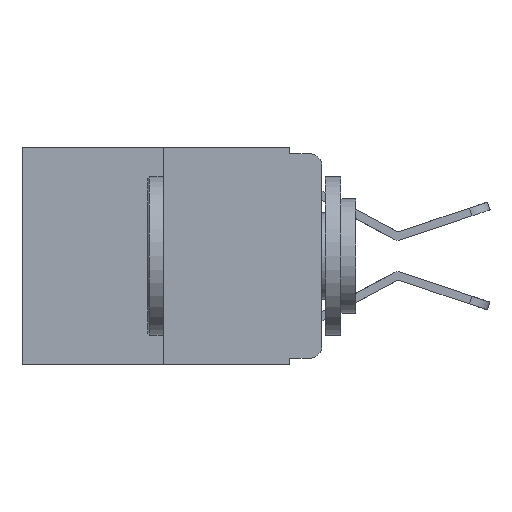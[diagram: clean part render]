
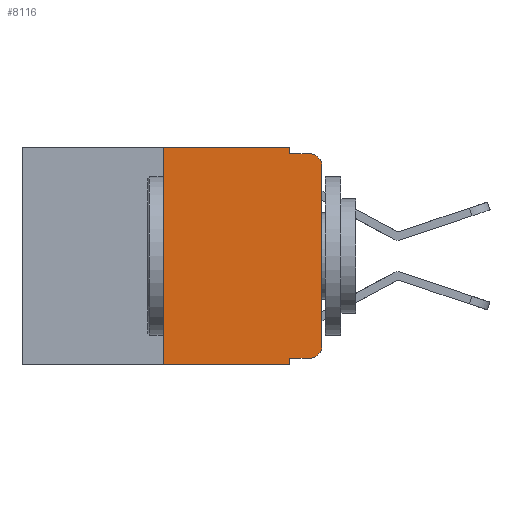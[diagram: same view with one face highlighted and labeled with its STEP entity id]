
A CAD part, left-side view. The second image highlights one B-rep face of the part: STEP entity #8116.
In plain terms, the highlighted planar face has unit normal (-1, 0, 0).
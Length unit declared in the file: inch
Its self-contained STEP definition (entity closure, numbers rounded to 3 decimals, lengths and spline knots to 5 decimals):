
#139 = EDGE_CURVE ( 'NONE', #1456, #16778, #939, .T. ) ;
#207 = DIRECTION ( 'NONE',  ( 0., -1., 0. ) ) ;
#647 = CARTESIAN_POINT ( 'NONE',  ( 0., 0.051, 0. ) ) ;
#743 = ORIENTED_EDGE ( 'NONE', *, *, #19370, .T. ) ;
#807 = ORIENTED_EDGE ( 'NONE', *, *, #16427, .F. ) ;
#879 = FACE_OUTER_BOUND ( 'NONE', #6070, .T. ) ;
#939 = LINE ( 'NONE', #647, #13778 ) ;
#969 = EDGE_CURVE ( 'NONE', #6645, #15166, #15437, .T. ) ;
#1456 = VERTEX_POINT ( 'NONE', #14202 ) ;
#1545 = CARTESIAN_POINT ( 'NONE',  ( 0., 0., -0.03 ) ) ;
#1653 = CARTESIAN_POINT ( 'NONE',  ( 0., 0.051, 0. ) ) ;
#1667 = DIRECTION ( 'NONE',  ( -1., 0., 0. ) ) ;
#1958 = CIRCLE ( 'NONE', #18596, 0.02 ) ;
#2399 = VECTOR ( 'NONE', #207, 39.37008 ) ;
#2504 = VECTOR ( 'NONE', #16686, 39.37008 ) ;
#3135 = CARTESIAN_POINT ( 'NONE',  ( 0., 0.25, 0. ) ) ;
#3136 = LINE ( 'NONE', #4724, #4943 ) ;
#3457 = AXIS2_PLACEMENT_3D ( 'NONE', #17932, #16016, #16419 ) ;
#3618 = VECTOR ( 'NONE', #7385, 39.37008 ) ;
#4724 = CARTESIAN_POINT ( 'NONE',  ( 0., 0.473, 0. ) ) ;
#4943 = VECTOR ( 'NONE', #15260, 39.37008 ) ;
#5051 = VECTOR ( 'NONE', #14602, 39.37008 ) ;
#5488 = CARTESIAN_POINT ( 'NONE',  ( 0., 0.051, 0. ) ) ;
#5892 = ORIENTED_EDGE ( 'NONE', *, *, #17242, .T. ) ;
#5930 = VERTEX_POINT ( 'NONE', #14011 ) ;
#6070 = EDGE_LOOP ( 'NONE', ( #10071, #5892, #6903, #9879, #807, #17785, #13937, #13059, #19712, #743 ) ) ;
#6120 = DIRECTION ( 'NONE',  ( -1., 0., 0. ) ) ;
#6407 = VECTOR ( 'NONE', #17272, 39.37008 ) ;
#6450 = DIRECTION ( 'NONE',  ( 0., 0., -1. ) ) ;
#6645 = VERTEX_POINT ( 'NONE', #7251 ) ;
#6658 = DIRECTION ( 'NONE',  ( 0., 0., -1. ) ) ;
#6775 = EDGE_CURVE ( 'NONE', #9460, #6645, #10550, .T. ) ;
#6903 = ORIENTED_EDGE ( 'NONE', *, *, #969, .F. ) ;
#7251 = CARTESIAN_POINT ( 'NONE',  ( 0., 0.051, -0.01 ) ) ;
#7385 = DIRECTION ( 'NONE',  ( 0., -1., 0. ) ) ;
#7646 = LINE ( 'NONE', #16978, #6407 ) ;
#7862 = CARTESIAN_POINT ( 'NONE',  ( 0., 0.02, -0.03 ) ) ;
#8061 = EDGE_CURVE ( 'NONE', #16230, #11848, #13307, .T. ) ;
#8116 = ADVANCED_FACE ( 'NONE', ( #879 ), #9891, .F. ) ;
#8339 = VERTEX_POINT ( 'NONE', #16518 ) ;
#8494 = CARTESIAN_POINT ( 'NONE',  ( 0., 0., 0. ) ) ;
#9248 = CIRCLE ( 'NONE', #12781, 0.02 ) ;
#9380 = CARTESIAN_POINT ( 'NONE',  ( 0., 0.051, -0.333 ) ) ;
#9424 = CARTESIAN_POINT ( 'NONE',  ( 0., 0., -0.313 ) ) ;
#9460 = VERTEX_POINT ( 'NONE', #5488 ) ;
#9879 = ORIENTED_EDGE ( 'NONE', *, *, #6775, .F. ) ;
#9891 = PLANE ( 'NONE',  #3457 ) ;
#10071 = ORIENTED_EDGE ( 'NONE', *, *, #8061, .T. ) ;
#10550 = LINE ( 'NONE', #1653, #2504 ) ;
#10613 = EDGE_CURVE ( 'NONE', #5930, #8339, #12754, .T. ) ;
#11848 = VERTEX_POINT ( 'NONE', #1545 ) ;
#12246 = DIRECTION ( 'NONE',  ( 0., 0., -1. ) ) ;
#12529 = CARTESIAN_POINT ( 'NONE',  ( 0., 0.02, -0.313 ) ) ;
#12665 = CARTESIAN_POINT ( 'NONE',  ( 0., 0.02, -0.333 ) ) ;
#12754 = LINE ( 'NONE', #3135, #13033 ) ;
#12781 = AXIS2_PLACEMENT_3D ( 'NONE', #7862, #1667, #6450 ) ;
#13033 = VECTOR ( 'NONE', #15358, 39.37008 ) ;
#13059 = ORIENTED_EDGE ( 'NONE', *, *, #139, .F. ) ;
#13307 = LINE ( 'NONE', #8494, #5051 ) ;
#13778 = VECTOR ( 'NONE', #6658, 39.37008 ) ;
#13937 = ORIENTED_EDGE ( 'NONE', *, *, #18911, .T. ) ;
#14011 = CARTESIAN_POINT ( 'NONE',  ( 0., 0.25, -0.343 ) ) ;
#14035 = CARTESIAN_POINT ( 'NONE',  ( 0., 0.051, -0.01 ) ) ;
#14202 = CARTESIAN_POINT ( 'NONE',  ( 0., 0.051, -0.333 ) ) ;
#14249 = EDGE_CURVE ( 'NONE', #1456, #14758, #17019, .T. ) ;
#14602 = DIRECTION ( 'NONE',  ( 0., 0., 1. ) ) ;
#14758 = VERTEX_POINT ( 'NONE', #12665 ) ;
#15052 = CARTESIAN_POINT ( 'NONE',  ( 0., 0.02, -0.01 ) ) ;
#15166 = VERTEX_POINT ( 'NONE', #15052 ) ;
#15260 = DIRECTION ( 'NONE',  ( 0., -1., 0. ) ) ;
#15358 = DIRECTION ( 'NONE',  ( 0., 0., 1. ) ) ;
#15437 = LINE ( 'NONE', #14035, #2399 ) ;
#16016 = DIRECTION ( 'NONE',  ( 1., 0., 0. ) ) ;
#16230 = VERTEX_POINT ( 'NONE', #9424 ) ;
#16419 = DIRECTION ( 'NONE',  ( 0., 0., -1. ) ) ;
#16427 = EDGE_CURVE ( 'NONE', #8339, #9460, #3136, .T. ) ;
#16518 = CARTESIAN_POINT ( 'NONE',  ( 0., 0.25, 0. ) ) ;
#16686 = DIRECTION ( 'NONE',  ( 0., 0., -1. ) ) ;
#16778 = VERTEX_POINT ( 'NONE', #17114 ) ;
#16978 = CARTESIAN_POINT ( 'NONE',  ( 0., 0.473, -0.343 ) ) ;
#17019 = LINE ( 'NONE', #9380, #3618 ) ;
#17114 = CARTESIAN_POINT ( 'NONE',  ( 0., 0.051, -0.343 ) ) ;
#17242 = EDGE_CURVE ( 'NONE', #11848, #15166, #9248, .T. ) ;
#17272 = DIRECTION ( 'NONE',  ( 0., -1., 0. ) ) ;
#17785 = ORIENTED_EDGE ( 'NONE', *, *, #10613, .F. ) ;
#17932 = CARTESIAN_POINT ( 'NONE',  ( 0., 0.473, 0. ) ) ;
#18596 = AXIS2_PLACEMENT_3D ( 'NONE', #12529, #6120, #12246 ) ;
#18911 = EDGE_CURVE ( 'NONE', #5930, #16778, #7646, .T. ) ;
#19370 = EDGE_CURVE ( 'NONE', #14758, #16230, #1958, .T. ) ;
#19712 = ORIENTED_EDGE ( 'NONE', *, *, #14249, .T. ) ;
